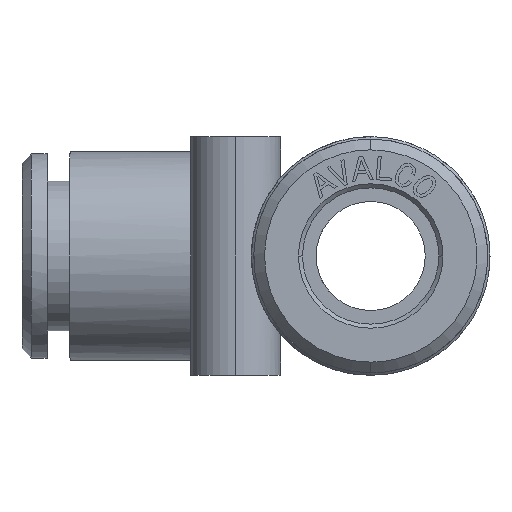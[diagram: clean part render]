
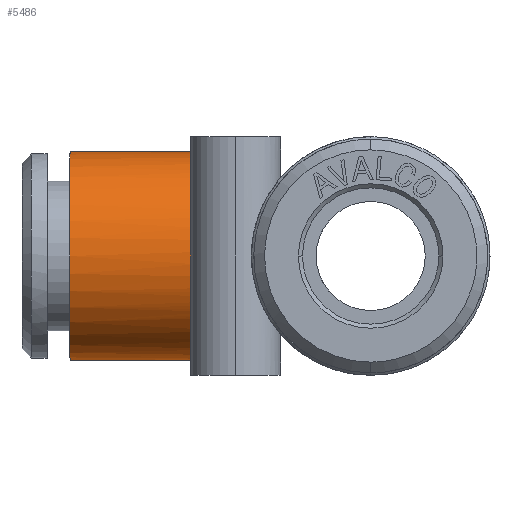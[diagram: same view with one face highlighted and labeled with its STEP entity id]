
A CAD part, left-side view. The second image highlights one B-rep face of the part: STEP entity #5486.
In plain terms, the highlighted cylindrical face has radius 7.638 mm (diameter 15.275 mm), a partial arc.
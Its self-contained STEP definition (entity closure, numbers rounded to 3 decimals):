
#1438=CARTESIAN_POINT('Vertex',(-16.25,22.,-7.638)) ;
#1441=CARTESIAN_POINT('Axis2P3D Location',(-16.25,22.083,0.)) ;
#1445=CARTESIAN_POINT('Vertex',(-16.25,22.001,7.638)) ;
#1516=CARTESIAN_POINT('Line Origine',(-16.25,16.019,7.638)) ;
#1520=CARTESIAN_POINT('Vertex',(-16.25,10.038,7.638)) ;
#5419=CARTESIAN_POINT('Axis2P3D Location',(-16.25,10.036,0.)) ;
#5424=CARTESIAN_POINT('Line Origine',(-16.25,16.018,-7.638)) ;
#5428=CARTESIAN_POINT('Vertex',(-16.25,10.038,-7.638)) ;
#5431=CARTESIAN_POINT('Axis2P3D Location',(-16.25,10.036,0.)) ;
#5435=CARTESIAN_POINT('Vertex',(-22.328,10.038,-4.625)) ;
#5439=CARTESIAN_POINT('Control Point',(-22.328,10.037,-4.625)) ;
#5440=CARTESIAN_POINT('Control Point',(-22.358,10.786,-4.586)) ;
#5441=CARTESIAN_POINT('Control Point',(-22.617,11.524,-4.256)) ;
#5442=CARTESIAN_POINT('Control Point',(-22.999,11.953,-3.685)) ;
#5443=CARTESIAN_POINT('Control Point',(-23.288,12.248,-3.055)) ;
#5444=CARTESIAN_POINT('Control Point',(-23.514,12.435,-2.36)) ;
#5445=CARTESIAN_POINT('Vertex',(-23.514,12.436,-2.36)) ;
#5449=CARTESIAN_POINT('Control Point',(-23.514,12.435,-2.36)) ;
#5450=CARTESIAN_POINT('Control Point',(-23.771,12.649,-1.567)) ;
#5451=CARTESIAN_POINT('Control Point',(-23.931,12.73,-0.708)) ;
#5452=CARTESIAN_POINT('Control Point',(-23.961,12.743,0.162)) ;
#5453=CARTESIAN_POINT('Control Point',(-23.816,12.682,1.467)) ;
#5454=CARTESIAN_POINT('Control Point',(-23.427,12.37,2.662)) ;
#5455=CARTESIAN_POINT('Control Point',(-23.273,12.231,3.042)) ;
#5456=CARTESIAN_POINT('Control Point',(-22.926,11.857,3.751)) ;
#5457=CARTESIAN_POINT('Control Point',(-22.585,11.256,4.282)) ;
#5458=CARTESIAN_POINT('Control Point',(-22.435,10.891,4.484)) ;
#5459=CARTESIAN_POINT('Control Point',(-22.345,10.465,4.603)) ;
#5460=CARTESIAN_POINT('Control Point',(-22.328,10.037,4.625)) ;
#5461=CARTESIAN_POINT('Vertex',(-22.328,10.038,4.625)) ;
#5464=CARTESIAN_POINT('Axis2P3D Location',(-16.25,10.036,0.)) ;
#5468=CARTESIAN_POINT('Vertex',(-20.739,10.036,6.179)) ;
#5471=CARTESIAN_POINT('Axis2P3D Location',(-16.25,10.036,0.)) ;
#1442=DIRECTION('Axis2P3D Direction',(0.,1.,0.)) ;
#1517=DIRECTION('Vector Direction',(0.,1.,0.)) ;
#5420=DIRECTION('Axis2P3D Direction',(0.,1.,0.)) ;
#5421=DIRECTION('Axis2P3D XDirection',(0.,0.,-1.)) ;
#5425=DIRECTION('Vector Direction',(0.,1.,0.)) ;
#5432=DIRECTION('Axis2P3D Direction',(0.,1.,0.)) ;
#5465=DIRECTION('Axis2P3D Direction',(0.,1.,0.)) ;
#5472=DIRECTION('Axis2P3D Direction',(0.,1.,0.)) ;
#1443=AXIS2_PLACEMENT_3D('Circle Axis2P3D',#1441,#1442,$) ;
#5422=AXIS2_PLACEMENT_3D('Cylinder Axis2P3D',#5419,#5420,#5421) ;
#5433=AXIS2_PLACEMENT_3D('Circle Axis2P3D',#5431,#5432,$) ;
#5466=AXIS2_PLACEMENT_3D('Circle Axis2P3D',#5464,#5465,$) ;
#5473=AXIS2_PLACEMENT_3D('Circle Axis2P3D',#5471,#5472,$) ;
#5477=ORIENTED_EDGE('',*,*,#1522,.T.) ;
#5478=ORIENTED_EDGE('',*,*,#1447,.F.) ;
#5479=ORIENTED_EDGE('',*,*,#5430,.T.) ;
#5480=ORIENTED_EDGE('',*,*,#5437,.T.) ;
#5481=ORIENTED_EDGE('',*,*,#5447,.T.) ;
#5482=ORIENTED_EDGE('',*,*,#5463,.T.) ;
#5483=ORIENTED_EDGE('',*,*,#5470,.T.) ;
#5484=ORIENTED_EDGE('',*,*,#5475,.T.) ;
#1518=VECTOR('Line Direction',#1517,1.) ;
#5426=VECTOR('Line Direction',#5425,1.) ;
#5486=ADVANCED_FACE('Corps principal',(#5485),#5423,.T.) ;
#5438=B_SPLINE_CURVE_WITH_KNOTS('',5,(#5439,#5440,#5441,#5442,#5443,#5444),.UNSPECIFIED.,.F.,.U.,(6,6),(0.,3.764),.UNSPECIFIED.) ;
#5448=B_SPLINE_CURVE_WITH_KNOTS('',5,(#5449,#5450,#5451,#5452,#5453,#5454,#5455,#5456,#5457,#5458,#5459,#5460),.UNSPECIFIED.,.F.,.U.,(6,3,3,6),(3.764,8.069,10.222,12.375),.UNSPECIFIED.) ;
#1444=CIRCLE('generated circle',#1443,7.555) ;
#5434=CIRCLE('generated circle',#5433,7.638) ;
#5467=CIRCLE('generated circle',#5466,7.638) ;
#5474=CIRCLE('generated circle',#5473,7.638) ;
#5423=CYLINDRICAL_SURFACE('generated cylinder',#5422,7.638) ;
#1447=EDGE_CURVE('',#1439,#1446,#1444,.T.) ;
#1522=EDGE_CURVE('',#1521,#1446,#1519,.T.) ;
#5430=EDGE_CURVE('',#1439,#5429,#5427,.F.) ;
#5437=EDGE_CURVE('',#5429,#5436,#5434,.T.) ;
#5447=EDGE_CURVE('',#5436,#5446,#5438,.T.) ;
#5463=EDGE_CURVE('',#5446,#5462,#5448,.T.) ;
#5470=EDGE_CURVE('',#5462,#5469,#5467,.T.) ;
#5475=EDGE_CURVE('',#5469,#1521,#5474,.T.) ;
#5476=EDGE_LOOP('',(#5477,#5478,#5479,#5480,#5481,#5482,#5483,#5484)) ;
#5485=FACE_OUTER_BOUND('',#5476,.T.) ;
#1519=LINE('Line',#1516,#1518) ;
#5427=LINE('Line',#5424,#5426) ;
#1439=VERTEX_POINT('',#1438) ;
#1446=VERTEX_POINT('',#1445) ;
#1521=VERTEX_POINT('',#1520) ;
#5429=VERTEX_POINT('',#5428) ;
#5436=VERTEX_POINT('',#5435) ;
#5446=VERTEX_POINT('',#5445) ;
#5462=VERTEX_POINT('',#5461) ;
#5469=VERTEX_POINT('',#5468) ;
